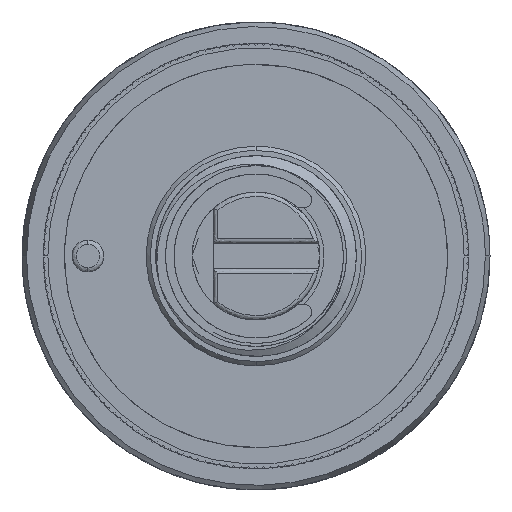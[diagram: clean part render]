
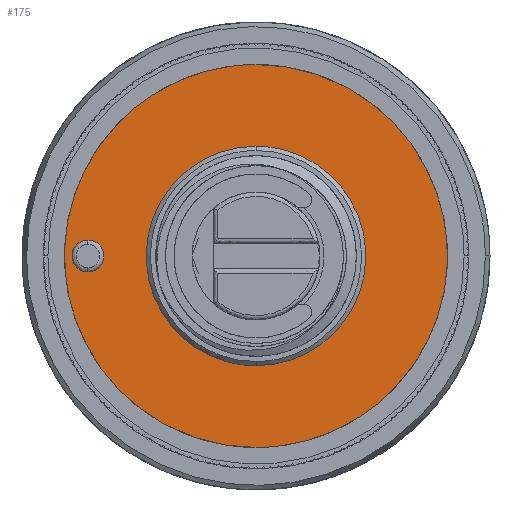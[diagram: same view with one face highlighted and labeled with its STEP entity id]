
A CAD part, left-side view. The second image highlights one B-rep face of the part: STEP entity #175.
In plain terms, the highlighted planar face has unit normal (-1, 0, 0).
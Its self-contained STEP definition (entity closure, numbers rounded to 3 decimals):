
#62=FACE_BOUND('',#418,.T.);
#63=FACE_BOUND('',#419,.T.);
#175=ADVANCED_FACE('',(#289,#62,#63),#3942,.T.);
#289=FACE_OUTER_BOUND('',#417,.T.);
#417=EDGE_LOOP('',(#1458,#1459));
#418=EDGE_LOOP('',(#1460,#1461));
#419=EDGE_LOOP('',(#1462,#1463));
#1458=ORIENTED_EDGE('',*,*,#1758,.F.);
#1459=ORIENTED_EDGE('',*,*,#2307,.F.);
#1460=ORIENTED_EDGE('',*,*,#2309,.F.);
#1461=ORIENTED_EDGE('',*,*,#2308,.F.);
#1462=ORIENTED_EDGE('',*,*,#1753,.F.);
#1463=ORIENTED_EDGE('',*,*,#2310,.F.);
#1753=EDGE_CURVE('',#3348,#3349,#2960,.T.);
#1758=EDGE_CURVE('',#3352,#3353,#2962,.T.);
#2307=EDGE_CURVE('',#3353,#3352,#3148,.T.);
#2308=EDGE_CURVE('',#3898,#3899,#3149,.T.);
#2309=EDGE_CURVE('',#3899,#3898,#3150,.T.);
#2310=EDGE_CURVE('',#3349,#3348,#3151,.T.);
#2960=(
BOUNDED_CURVE()
B_SPLINE_CURVE(2,(#9586,#9587,#9588,#9589,#9590),.UNSPECIFIED.,.F.,.F.)
B_SPLINE_CURVE_WITH_KNOTS((3,2,3),(0.,8.105,16.211),
 .UNSPECIFIED.)
CURVE()
GEOMETRIC_REPRESENTATION_ITEM()
RATIONAL_B_SPLINE_CURVE((1.,0.707,1.,0.707,1.))
REPRESENTATION_ITEM('')
);
#2962=(
BOUNDED_CURVE()
B_SPLINE_CURVE(2,(#9602,#9603,#9604,#9605,#9606),.UNSPECIFIED.,.F.,.F.)
B_SPLINE_CURVE_WITH_KNOTS((3,2,3),(-28.274,-14.137,
0.),.UNSPECIFIED.)
CURVE()
GEOMETRIC_REPRESENTATION_ITEM()
RATIONAL_B_SPLINE_CURVE((1.,0.707,1.,0.707,1.))
REPRESENTATION_ITEM('')
);
#3148=(
BOUNDED_CURVE()
B_SPLINE_CURVE(2,(#10898,#10899,#10900,#10901,#10902),.UNSPECIFIED.,.F.,
 .F.)
B_SPLINE_CURVE_WITH_KNOTS((3,2,3),(-28.274,-14.137,
0.),.UNSPECIFIED.)
CURVE()
GEOMETRIC_REPRESENTATION_ITEM()
RATIONAL_B_SPLINE_CURVE((1.,0.707,1.,0.707,1.))
REPRESENTATION_ITEM('')
);
#3149=(
BOUNDED_CURVE()
B_SPLINE_CURVE(2,(#10903,#10904,#10905,#10906,#10907),.UNSPECIFIED.,.F.,
 .F.)
B_SPLINE_CURVE_WITH_KNOTS((3,2,3),(0.,1.1,2.199),
 .UNSPECIFIED.)
CURVE()
GEOMETRIC_REPRESENTATION_ITEM()
RATIONAL_B_SPLINE_CURVE((1.,0.707,1.,0.707,1.))
REPRESENTATION_ITEM('')
);
#3150=(
BOUNDED_CURVE()
B_SPLINE_CURVE(2,(#10908,#10909,#10910,#10911,#10912),.UNSPECIFIED.,.F.,
 .F.)
B_SPLINE_CURVE_WITH_KNOTS((3,2,3),(0.,1.1,2.199),
 .UNSPECIFIED.)
CURVE()
GEOMETRIC_REPRESENTATION_ITEM()
RATIONAL_B_SPLINE_CURVE((1.,0.707,1.,0.707,1.))
REPRESENTATION_ITEM('')
);
#3151=(
BOUNDED_CURVE()
B_SPLINE_CURVE(2,(#10913,#10914,#10915,#10916,#10917),.UNSPECIFIED.,.F.,
 .F.)
B_SPLINE_CURVE_WITH_KNOTS((3,2,3),(0.,8.105,16.211),
 .UNSPECIFIED.)
CURVE()
GEOMETRIC_REPRESENTATION_ITEM()
RATIONAL_B_SPLINE_CURVE((1.,0.707,1.,0.707,1.))
REPRESENTATION_ITEM('')
);
#3348=VERTEX_POINT('',#9020);
#3349=VERTEX_POINT('',#9021);
#3352=VERTEX_POINT('',#9024);
#3353=VERTEX_POINT('',#9025);
#3898=VERTEX_POINT('',#9570);
#3899=VERTEX_POINT('',#9571);
#3942=PLANE('',#4076);
#4076=AXIS2_PLACEMENT_3D('',#8979,#4122,$);
#4122=DIRECTION('',(-1.,0.,0.));
#8979=CARTESIAN_POINT('',(-32.245,-3.387,10.801));
#9020=CARTESIAN_POINT('',(-32.245,7.414,5.16));
#9021=CARTESIAN_POINT('',(-32.245,7.414,-5.16));
#9024=CARTESIAN_POINT('',(-32.245,7.414,-9.));
#9025=CARTESIAN_POINT('',(-32.245,7.414,9.));
#9570=CARTESIAN_POINT('',(-32.245,15.314,0.7));
#9571=CARTESIAN_POINT('',(-32.245,15.314,-0.7));
#9586=CARTESIAN_POINT('',(-32.245,7.414,5.16));
#9587=CARTESIAN_POINT('',(-32.245,12.574,5.16));
#9588=CARTESIAN_POINT('',(-32.245,12.574,0.));
#9589=CARTESIAN_POINT('',(-32.245,12.574,-5.16));
#9590=CARTESIAN_POINT('',(-32.245,7.414,-5.16));
#9602=CARTESIAN_POINT('',(-32.245,7.414,-9.));
#9603=CARTESIAN_POINT('',(-32.245,16.414,-9.));
#9604=CARTESIAN_POINT('',(-32.245,16.414,0.));
#9605=CARTESIAN_POINT('',(-32.245,16.414,9.));
#9606=CARTESIAN_POINT('',(-32.245,7.414,9.));
#10898=CARTESIAN_POINT('',(-32.245,7.414,9.));
#10899=CARTESIAN_POINT('',(-32.245,-1.586,9.));
#10900=CARTESIAN_POINT('',(-32.245,-1.586,0.));
#10901=CARTESIAN_POINT('',(-32.245,-1.586,-9.));
#10902=CARTESIAN_POINT('',(-32.245,7.414,-9.));
#10903=CARTESIAN_POINT('',(-32.245,15.314,0.7));
#10904=CARTESIAN_POINT('',(-32.245,16.014,0.7));
#10905=CARTESIAN_POINT('',(-32.245,16.014,0.));
#10906=CARTESIAN_POINT('',(-32.245,16.014,-0.7));
#10907=CARTESIAN_POINT('',(-32.245,15.314,-0.7));
#10908=CARTESIAN_POINT('',(-32.245,15.314,-0.7));
#10909=CARTESIAN_POINT('',(-32.245,14.614,-0.7));
#10910=CARTESIAN_POINT('',(-32.245,14.614,0.));
#10911=CARTESIAN_POINT('',(-32.245,14.614,0.7));
#10912=CARTESIAN_POINT('',(-32.245,15.314,0.7));
#10913=CARTESIAN_POINT('',(-32.245,7.414,-5.16));
#10914=CARTESIAN_POINT('',(-32.245,2.254,-5.16));
#10915=CARTESIAN_POINT('',(-32.245,2.254,0.));
#10916=CARTESIAN_POINT('',(-32.245,2.254,5.16));
#10917=CARTESIAN_POINT('',(-32.245,7.414,5.16));
